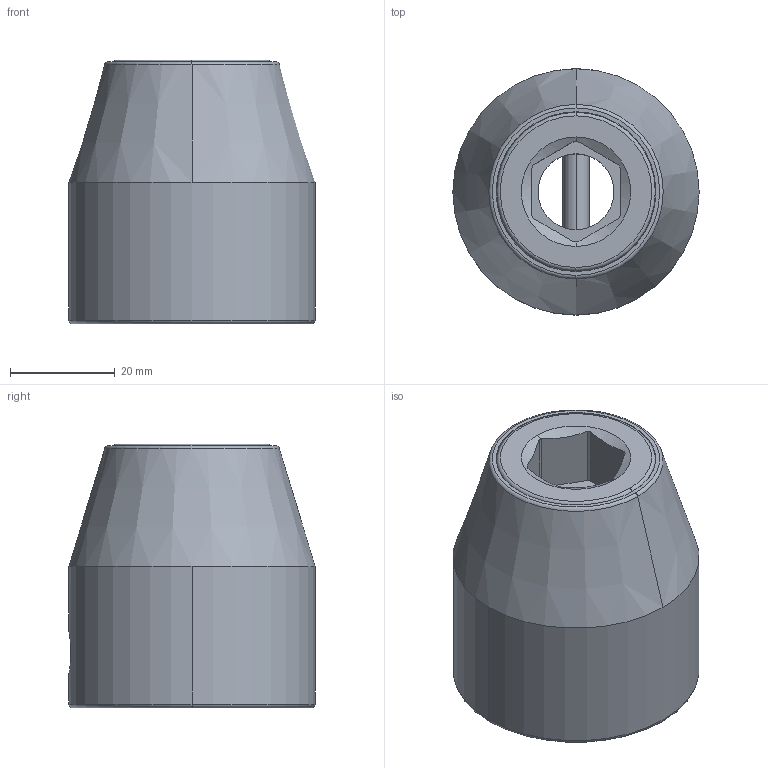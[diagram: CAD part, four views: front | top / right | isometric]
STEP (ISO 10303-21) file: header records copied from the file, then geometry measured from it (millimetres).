
FILE_DESCRIPTION((''),'2;1');
FILE_NAME('4027156317_ASM','2024-01-08T12:41:54',('a00565553'),(''),'CREO PARAMETRIC BY PTC INC, 2022414','CREO PARAMETRIC BY PTC INC, 2022414','');
FILE_SCHEMA(('CONFIG_CONTROL_DESIGN','GEOMETRIC_VALIDATION_PROPERTIES_MIM'));
Length unit declared in the file: millimetre
Products named in the file (5): 4027911364; 4027044859; 0190131800_SPEC; 4027905697; 4027156317_ASM
Assembly tree (4 placements, depth 2):
  4027156317_ASM
    4027911364
    4027044859
    0190131800_SPEC
    4027905697
Bounding box: 47 x 47 x 50.3 mm (x, y, z)
Volume: 57770.8 mm3; surface area: 27200.7 mm2
Topology: 4 solids, 6 shells, 110 faces, 284 edges, 184 vertices
Faces by surface type: plane 39, cylinder 38, cone 24, torus 9
Entity records: 4198 total; most frequent: CARTESIAN_POINT 988, DIRECTION 592, ORIENTED_EDGE 550, EDGE_CURVE 284, AXIS2_PLACEMENT_3D 235, VERTEX_POINT 184, VECTOR 122, LINE 122
